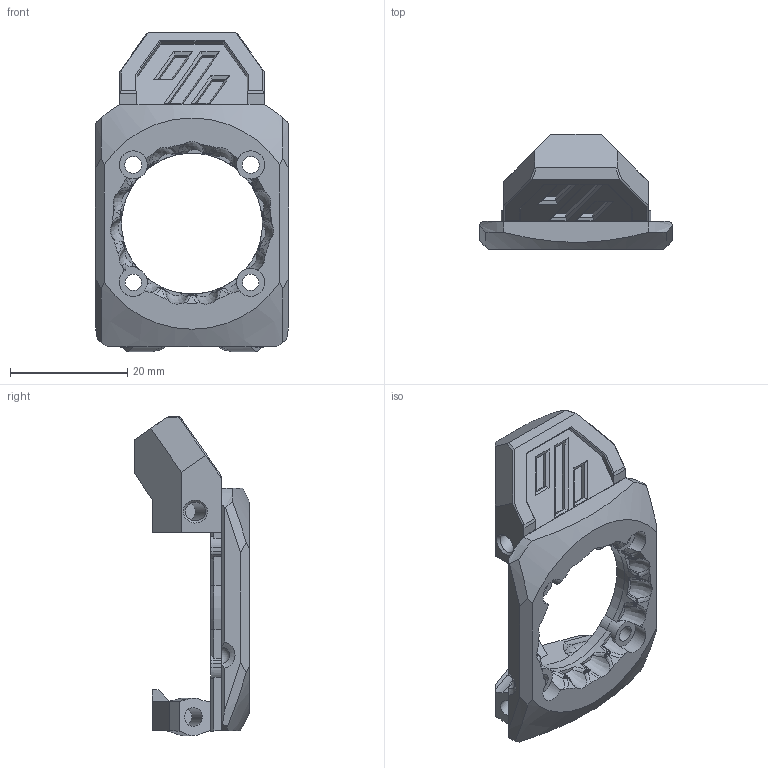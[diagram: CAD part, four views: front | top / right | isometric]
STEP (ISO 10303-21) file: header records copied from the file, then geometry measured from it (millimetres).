
FILE_DESCRIPTION(/* description */ ('STEP AP242','CAx-IF Rec.Pracs.---Representation and Presentation of Product Manufacturing Information (PMI)---4.0---2014-10-13','CAx-IF Rec.Pracs.---3D Tessellated Geometry---0.4---2014-09-14','2;1'),/* implementation_level */ '2;1');
FILE_NAME(/* name */ '645c65df68b6110f06b07a5a',/* time_stamp */ '2023-05-11T03:49:53Z',/* author */ (''),/* organization */ (''),/* preprocessor_version */ 'ST-DEVELOPER v19.4',/* originating_system */ ' ',/* authorisation */ ' ');
FILE_SCHEMA (('AP242_MANAGED_MODEL_BASED_3D_ENGINEERING_MIM_LF { 1 0 10303 442 1 1 4 }'));
Length unit declared in the file: metre
Products named in the file (4): [white]Diffuser - LED-BARF; Faceplate - Rapido 1 - BARF; Voron Logo - LED-BARF; Faceplate - Rapido 2 - LED
Bounding box: 32.92 x 19.56 x 54.43 mm (x, y, z)
Volume: 7514 mm3; surface area: 7844 mm2
Topology: 4 solids, 4 shells, 521 faces, 1398 edges, 866 vertices
Faces by surface type: plane 218, bspline 146, cylinder 73, cone 31, sphere 27, torus 26
Full cylindrical faces by diameter (mm): 2.8 x4, 2.9 x4, 3.2 x4
Entity records: 20146 total; most frequent: CARTESIAN_POINT 8542, ORIENTED_EDGE 2710, DIRECTION 1884, EDGE_CURVE 1355, VERTEX_POINT 861, AXIS2_PLACEMENT_3D 671, EDGE_LOOP 568, FACE_BOUND 568
